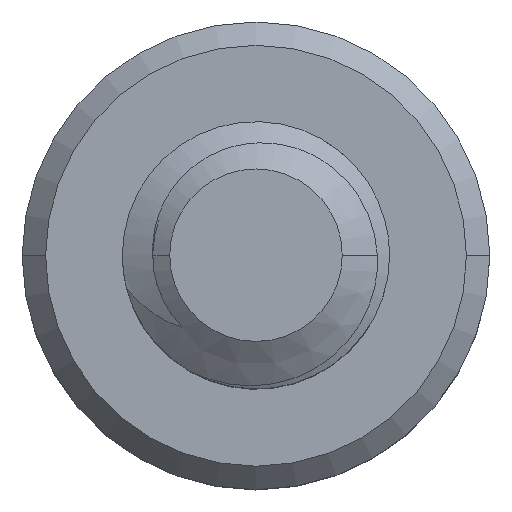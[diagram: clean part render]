
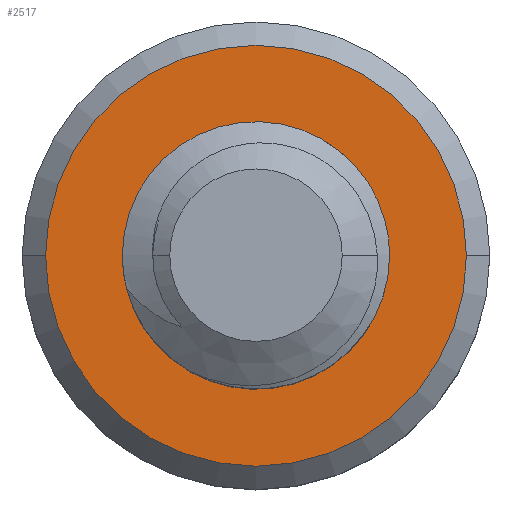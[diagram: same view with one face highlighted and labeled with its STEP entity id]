
A CAD part, top view. The second image highlights one B-rep face of the part: STEP entity #2517.
In plain terms, the highlighted planar face has unit normal (0, 0, 1).
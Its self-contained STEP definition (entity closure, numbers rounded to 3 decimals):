
#21 = DIRECTION ( 'NONE',  ( 0., 0., -1. ) ) ;
#26 = CARTESIAN_POINT ( 'NONE',  ( 1.873, 0.445, -5. ) ) ;
#37 = CIRCLE ( 'NONE', #786, 2. ) ;
#45 = ORIENTED_EDGE ( 'NONE', *, *, #1818, .T. ) ;
#77 = VERTEX_POINT ( 'NONE', #921 ) ;
#80 = CARTESIAN_POINT ( 'NONE',  ( -1.328, -0.85, -5. ) ) ;
#160 = EDGE_LOOP ( 'NONE', ( #1609, #45, #310, #1361 ) ) ;
#205 = CARTESIAN_POINT ( 'NONE',  ( 1.73, 0.956, -5. ) ) ;
#216 = DIRECTION ( 'NONE',  ( -1., 0., 0. ) ) ;
#222 = CARTESIAN_POINT ( 'NONE',  ( 1.714, -0.591, -5. ) ) ;
#271 = DIRECTION ( 'NONE',  ( 0., 0., 1. ) ) ;
#310 = ORIENTED_EDGE ( 'NONE', *, *, #997, .T. ) ;
#322 = CARTESIAN_POINT ( 'NONE',  ( -1.078, 1.557, -5. ) ) ;
#407 = CARTESIAN_POINT ( 'NONE',  ( 1.162, -1.269, -5. ) ) ;
#413 = CARTESIAN_POINT ( 'NONE',  ( 1.42, -1.027, -5. ) ) ;
#419 = DIRECTION ( 'NONE',  ( -1., 0., 0. ) ) ;
#428 = CARTESIAN_POINT ( 'NONE',  ( 1.553, 1.261, -5. ) ) ;
#433 = CARTESIAN_POINT ( 'NONE',  ( -1.2, -0.974, -5. ) ) ;
#477 = DIRECTION ( 'NONE',  ( -1., 0., 0. ) ) ;
#493 = VERTEX_POINT ( 'NONE', #1340 ) ;
#500 = ORIENTED_EDGE ( 'NONE', *, *, #737, .T. ) ;
#512 = CARTESIAN_POINT ( 'NONE',  ( -1.331, 1.293, -5. ) ) ;
#683 = EDGE_CURVE ( 'NONE', #941, #77, #1600, .T. ) ;
#693 = AXIS2_PLACEMENT_3D ( 'NONE', #1838, #1442, #821 ) ;
#735 = CARTESIAN_POINT ( 'NONE',  ( 0., 0., -5. ) ) ;
#737 = EDGE_CURVE ( 'NONE', #77, #941, #1242, .T. ) ;
#739 = FACE_BOUND ( 'NONE', #160, .T. ) ;
#786 = AXIS2_PLACEMENT_3D ( 'NONE', #735, #2122, #1915 ) ;
#821 = DIRECTION ( 'NONE',  ( 1., 0., 0. ) ) ;
#827 = CARTESIAN_POINT ( 'NONE',  ( 1.58, -0.818, -5. ) ) ;
#903 = AXIS2_PLACEMENT_3D ( 'NONE', #1033, #21, #216 ) ;
#914 = CARTESIAN_POINT ( 'NONE',  ( -1.693, 0.305, -5. ) ) ;
#921 = CARTESIAN_POINT ( 'NONE',  ( -3.15, 0., -5. ) ) ;
#925 = B_SPLINE_CURVE_WITH_KNOTS ( 'NONE', 3,
 ( #428, #1844, #205, #2433, #26, #1839, #1628, #2411, #222, #827, #1215, #413, #2232, #407, #1651, #2051, #1443, #2225, #1031, #2424 ),
 .UNSPECIFIED., .F., .F.,
 ( 4, 2, 2, 2, 2, 2, 2, 2, 2, 4 ),
 ( 0., 0.001, 0.001, 0.002, 0.002, 0.002, 0.003, 0.003, 0.004, 0.004 ),
 .UNSPECIFIED. ) ;
#941 = VERTEX_POINT ( 'NONE', #1205 ) ;
#997 = EDGE_CURVE ( 'NONE', #2218, #1946, #2403, .T. ) ;
#1031 = CARTESIAN_POINT ( 'NONE',  ( -0.011, -1.577, -5. ) ) ;
#1033 = CARTESIAN_POINT ( 'NONE',  ( 0., 0., -5. ) ) ;
#1063 = CARTESIAN_POINT ( 'NONE',  ( 1.553, 1.261, -5. ) ) ;
#1199 = CARTESIAN_POINT ( 'NONE',  ( 0., 0., -5. ) ) ;
#1205 = CARTESIAN_POINT ( 'NONE',  ( 3.15, 0., -5. ) ) ;
#1215 = CARTESIAN_POINT ( 'NONE',  ( 1.531, -0.89, -5. ) ) ;
#1239 = FACE_OUTER_BOUND ( 'NONE', #1395, .T. ) ;
#1242 = CIRCLE ( 'NONE', #2221, 3.15 ) ;
#1266 = EDGE_CURVE ( 'NONE', #1539, #493, #37, .T. ) ;
#1317 = CARTESIAN_POINT ( 'NONE',  ( -1.633, 0.656, -5. ) ) ;
#1340 = CARTESIAN_POINT ( 'NONE',  ( 0.239, 1.986, -5. ) ) ;
#1361 = ORIENTED_EDGE ( 'NONE', *, *, #1452, .T. ) ;
#1395 = EDGE_LOOP ( 'NONE', ( #500, #1889 ) ) ;
#1442 = DIRECTION ( 'NONE',  ( 0., 0., -1. ) ) ;
#1443 = CARTESIAN_POINT ( 'NONE',  ( 0.518, -1.553, -5. ) ) ;
#1452 = EDGE_CURVE ( 'NONE', #1946, #493, #2009, .T. ) ;
#1453 = PLANE ( 'NONE',  #903 ) ;
#1496 = CARTESIAN_POINT ( 'NONE',  ( -1.59, -0.389, -5. ) ) ;
#1539 = VERTEX_POINT ( 'NONE', #1063 ) ;
#1600 = CIRCLE ( 'NONE', #2062, 3.15 ) ;
#1609 = ORIENTED_EDGE ( 'NONE', *, *, #1266, .F. ) ;
#1628 = CARTESIAN_POINT ( 'NONE',  ( 1.867, -0.084, -5. ) ) ;
#1651 = CARTESIAN_POINT ( 'NONE',  ( 1.014, -1.366, -5. ) ) ;
#1695 = CARTESIAN_POINT ( 'NONE',  ( 0., 0., -5. ) ) ;
#1704 = CARTESIAN_POINT ( 'NONE',  ( -0.116, 1.973, -5. ) ) ;
#1714 = CARTESIAN_POINT ( 'NONE',  ( -0.456, 1.888, -5. ) ) ;
#1721 = CARTESIAN_POINT ( 'NONE',  ( -1.695, 0.13, -5. ) ) ;
#1729 = CARTESIAN_POINT ( 'NONE',  ( -1.43, -0.707, -5. ) ) ;
#1818 = EDGE_CURVE ( 'NONE', #1539, #2218, #925, .T. ) ;
#1838 = CARTESIAN_POINT ( 'NONE',  ( 0., 0., -5. ) ) ;
#1839 = CARTESIAN_POINT ( 'NONE',  ( 1.886, 0.095, -5. ) ) ;
#1844 = CARTESIAN_POINT ( 'NONE',  ( 1.651, 1.113, -5. ) ) ;
#1889 = ORIENTED_EDGE ( 'NONE', *, *, #683, .T. ) ;
#1915 = DIRECTION ( 'NONE',  ( 1., 0., 0. ) ) ;
#1925 = CARTESIAN_POINT ( 'NONE',  ( 0.062, 1.99, -5. ) ) ;
#1946 = VERTEX_POINT ( 'NONE', #433 ) ;
#2009 = B_SPLINE_CURVE_WITH_KNOTS ( 'NONE', 3,
 ( #2499, #80, #1729, #1496, #2322, #1721, #914, #1317, #2095, #512, #322, #2485, #1714, #1704, #1925, #2491 ),
 .UNSPECIFIED., .F., .F.,
 ( 4, 2, 2, 2, 2, 2, 2, 4 ),
 ( 0., 0.001, 0.001, 0.002, 0.002, 0.003, 0.004, 0.004 ),
 .UNSPECIFIED. ) ;
#2051 = CARTESIAN_POINT ( 'NONE',  ( 0.689, -1.509, -5. ) ) ;
#2062 = AXIS2_PLACEMENT_3D ( 'NONE', #1199, #2596, #419 ) ;
#2095 = CARTESIAN_POINT ( 'NONE',  ( -1.576, 0.822, -5. ) ) ;
#2114 = CARTESIAN_POINT ( 'NONE',  ( -0.185, -1.534, -5. ) ) ;
#2122 = DIRECTION ( 'NONE',  ( 0., 0., 1. ) ) ;
#2218 = VERTEX_POINT ( 'NONE', #2114 ) ;
#2221 = AXIS2_PLACEMENT_3D ( 'NONE', #1695, #271, #477 ) ;
#2225 = CARTESIAN_POINT ( 'NONE',  ( 0.164, -1.587, -5. ) ) ;
#2232 = CARTESIAN_POINT ( 'NONE',  ( 1.359, -1.093, -5. ) ) ;
#2322 = CARTESIAN_POINT ( 'NONE',  ( -1.643, -0.221, -5. ) ) ;
#2403 = CIRCLE ( 'NONE', #693, 1.545 ) ;
#2411 = CARTESIAN_POINT ( 'NONE',  ( 1.782, -0.424, -5. ) ) ;
#2424 = CARTESIAN_POINT ( 'NONE',  ( -0.185, -1.534, -5. ) ) ;
#2433 = CARTESIAN_POINT ( 'NONE',  ( 1.842, 0.62, -5. ) ) ;
#2485 = CARTESIAN_POINT ( 'NONE',  ( -0.623, 1.821, -5. ) ) ;
#2491 = CARTESIAN_POINT ( 'NONE',  ( 0.239, 1.986, -5. ) ) ;
#2499 = CARTESIAN_POINT ( 'NONE',  ( -1.2, -0.974, -5. ) ) ;
#2517 = ADVANCED_FACE ( 'NONE', ( #1239, #739 ), #1453, .F. ) ;
#2596 = DIRECTION ( 'NONE',  ( 0., 0., 1. ) ) ;
